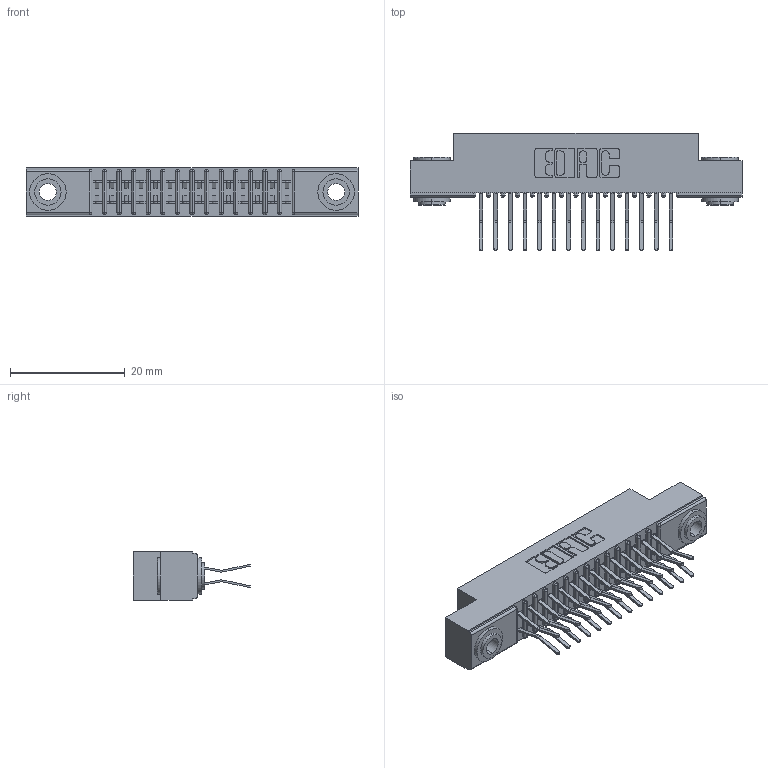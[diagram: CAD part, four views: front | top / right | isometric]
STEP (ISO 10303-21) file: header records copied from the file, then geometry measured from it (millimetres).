
FILE_DESCRIPTION (( 'STEP AP203' ), '1' );
FILE_NAME ('391-028-560-203.STEP', '2018-08-08T21:08:28', ( '' ), ( '' ), 'SwSTEP 2.0', 'SolidWorks 2016', '' );
FILE_SCHEMA (( 'CONFIG_CONTROL_DESIGN' ));
Length unit declared in the file: inch
Products named in the file (4): 341 Part_.156 (3.96) Dia Mounting Holes; 341-292-001_341-292-160; 345-250-002_345-250-002-102; 391-028-560-203
Assembly tree (31 placements, depth 2):
  391-028-560-203
    341 Part_.156 (3.96) Dia Mounting Holes
    341-292-001_341-292-160  x28
    345-250-002_345-250-002-102  x2
Bounding box: 57.78 x 20.37 x 8.38 mm (x, y, z)
Volume: 3340.7 mm3; surface area: 6907.9 mm2
Topology: 31 solids, 31 shells, 2128 faces, 6126 edges, 3974 vertices
Faces by surface type: plane 1212, cylinder 852, sphere 30, torus 26, cone 8
Entity records: 21878 total; most frequent: CARTESIAN_POINT 3619, ORIENTED_EDGE 3584, DIRECTION 3552, EDGE_CURVE 1792, VECTOR 1402, LINE 1402, VERTEX_POINT 1142, AXIS2_PLACEMENT_3D 1075
